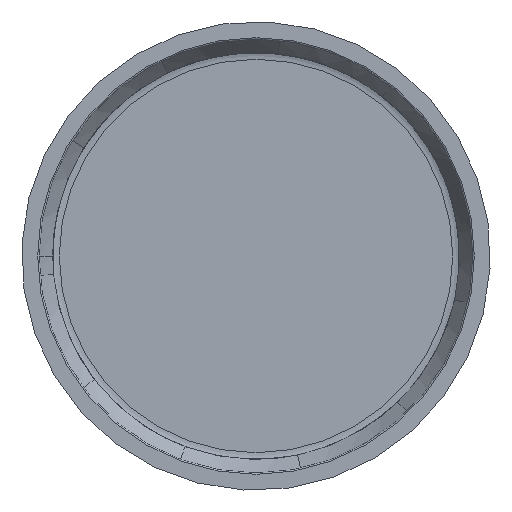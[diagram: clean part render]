
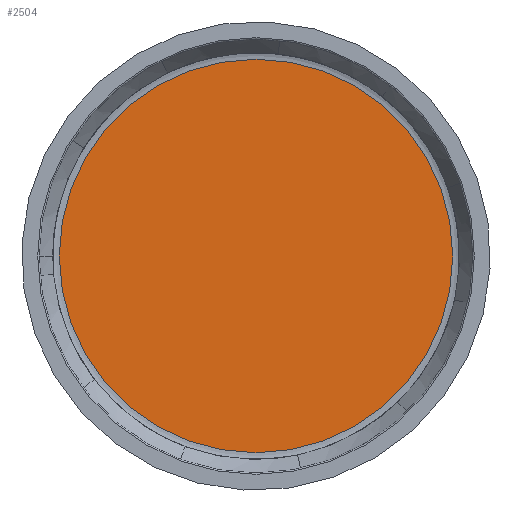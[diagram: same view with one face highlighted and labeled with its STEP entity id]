
A CAD part, front view. The second image highlights one B-rep face of the part: STEP entity #2504.
In plain terms, the highlighted planar face has unit normal (0, -1, 0).
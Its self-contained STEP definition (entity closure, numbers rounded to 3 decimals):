
#284=CIRCLE('',#2718,29.1);
#361=PLANE('',#2719);
#433=FACE_OUTER_BOUND('',#594,.T.);
#594=EDGE_LOOP('',(#1953));
#1090=VERTEX_POINT('',#3563);
#1393=EDGE_CURVE('',#1090,#1090,#284,.T.);
#1953=ORIENTED_EDGE('',*,*,#1393,.F.);
#2504=ADVANCED_FACE('',(#433),#361,.F.);
#2718=AXIS2_PLACEMENT_3D('',#3565,#3116,#3117);
#2719=AXIS2_PLACEMENT_3D('',#3566,#3118,#3119);
#3116=DIRECTION('center_axis',(0.,1.,0.));
#3117=DIRECTION('ref_axis',(1.,0.,0.));
#3118=DIRECTION('center_axis',(0.,1.,0.));
#3119=DIRECTION('ref_axis',(-1.,0.,0.));
#3563=CARTESIAN_POINT('',(0.,18.,29.1));
#3565=CARTESIAN_POINT('Origin',(0.,18.,0.));
#3566=CARTESIAN_POINT('Origin',(0.,18.,0.));
